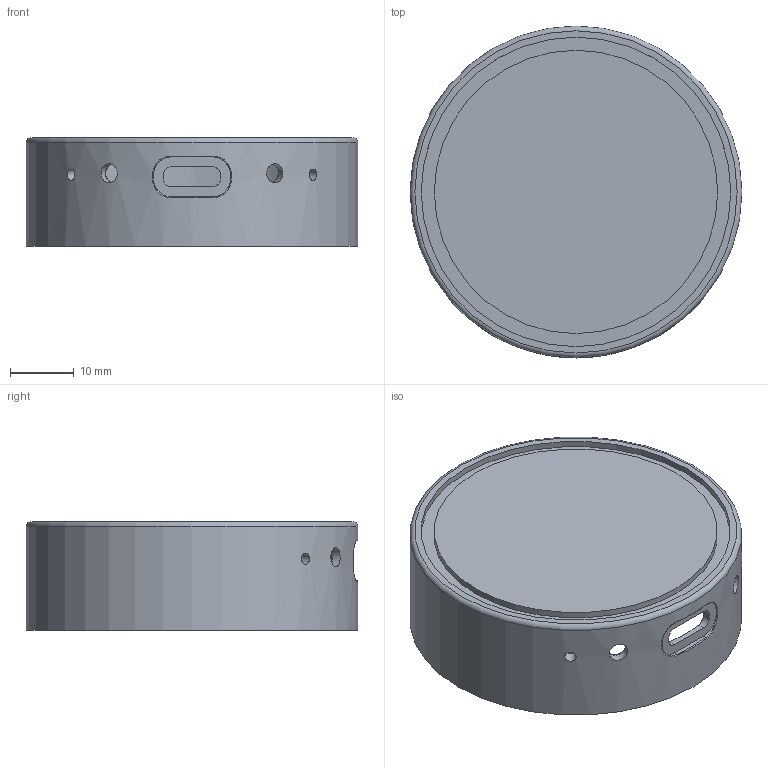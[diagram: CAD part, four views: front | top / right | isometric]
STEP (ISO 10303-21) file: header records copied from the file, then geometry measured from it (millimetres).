
FILE_DESCRIPTION(/* description */ (''),/* implementation_level */ '2;1');
FILE_NAME(/* name */ '灯壳_F2.step',/* time_stamp */ '2022-08-29T09:51:09+08:00',/* author */ (''),/* organization */ (''),/* preprocessor_version */ 'ST-DEVELOPER v19',/* originating_system */ 'Autodesk Translation Framework v11.7.0.108',/* authorisation */ '');
FILE_SCHEMA (('AUTOMOTIVE_DESIGN { 1 0 10303 214 3 1 1 }'));
Length unit declared in the file: millimetre
Products named in the file (1): 灯壳
Bounding box: 52 x 52 x 17 mm (x, y, z)
Volume: 6860.1 mm3; surface area: 9783.7 mm2
Topology: 1 solids, 1 shells, 68 faces, 179 edges, 118 vertices
Faces by surface type: plane 27, cylinder 20, bspline 20, torus 1
Full cylindrical faces by diameter (mm): 1.75 x2, 2.978 x2, 42 x1, 44.4 x1, 48.5 x2, 52 x1
Entity records: 3427 total; most frequent: CARTESIAN_POINT 1894, ORIENTED_EDGE 358, DIRECTION 212, EDGE_CURVE 179, VERTEX_POINT 118, B_SPLINE_CURVE_WITH_KNOTS 88, EDGE_LOOP 83, AXIS2_PLACEMENT_3D 72
